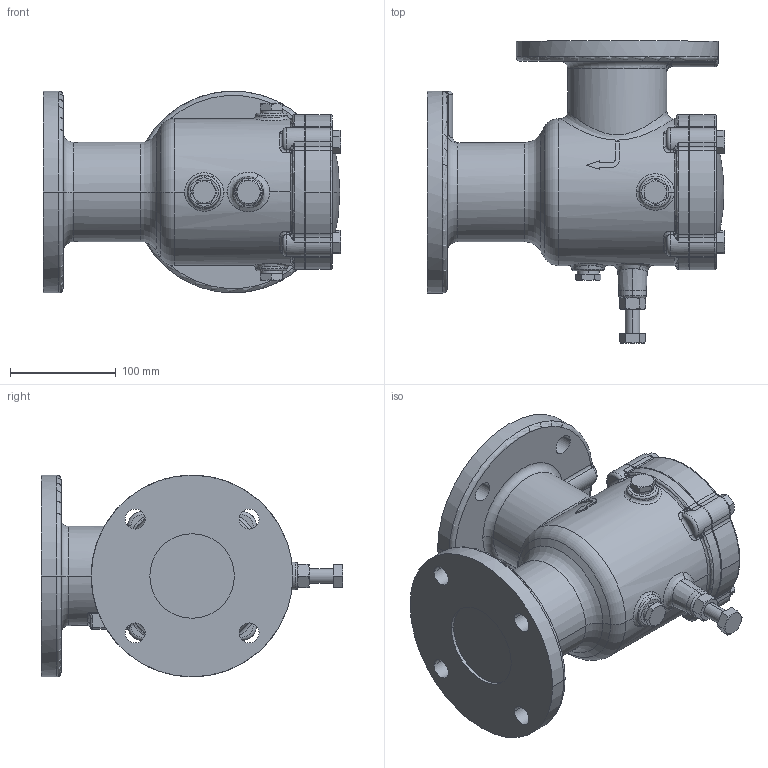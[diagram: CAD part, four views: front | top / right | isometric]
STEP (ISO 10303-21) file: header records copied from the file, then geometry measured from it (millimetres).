
FILE_DESCRIPTION (( 'STEP AP214' ), '1' );
FILE_NAME ('SD-3in_3in-125Lb.STEP', '2017-09-14T19:59:06', ( '' ), ( '' ), 'SwSTEP 2.0', 'SolidWorks 2013', '' );
FILE_SCHEMA (( 'AUTOMOTIVE_DESIGN' ));
Length unit declared in the file: inch
Products named in the file (4): X2SD-3in_3in-125Lb; X1SD-3in_3in-125Lb; SD-3in_3in-125Lb
Assembly tree (3 placements, depth 2):
  SD-3in_3in-125Lb
    SD-3in_3in-125Lb
    X1SD-3in_3in-125Lb
    X2SD-3in_3in-125Lb
Bounding box: 281.97 x 285.83 x 191 mm (x, y, z)
Volume: 4762441.7 mm3; surface area: 314326.8 mm2
Topology: 3 solids, 9 shells, 593 faces, 1376 edges, 799 vertices
Faces by surface type: plane 162, cylinder 156, cone 108, bspline 91, torus 70, sphere 6
Entity records: 23824 total; most frequent: CARTESIAN_POINT 10938, ORIENTED_EDGE 2696, DIRECTION 2612, EDGE_CURVE 1348, AXIS2_PLACEMENT_3D 1092, VERTEX_POINT 799, EDGE_LOOP 643, ADVANCED_FACE 593
